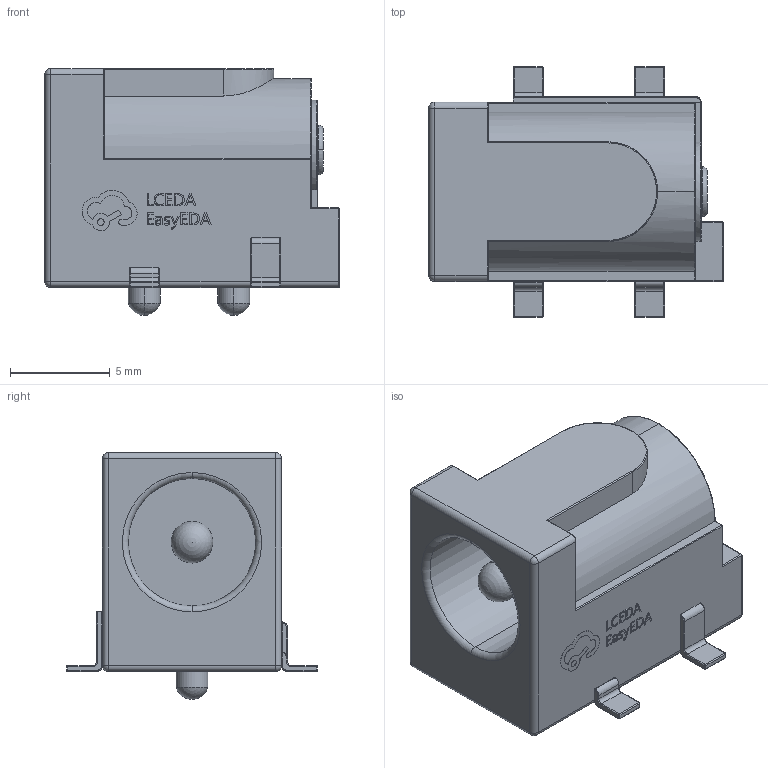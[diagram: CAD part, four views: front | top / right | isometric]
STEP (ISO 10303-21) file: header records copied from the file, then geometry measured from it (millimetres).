
FILE_DESCRIPTION(('CAx-IF Rec.Pracs.---Model Styling and Organization---1.5---2016-08-15','CAx-IF Rec.Pracs.---Geometric and Assembly Validation Properties---4.4---2016-08-17','CAx-IF Rec.Pracs.---User Defined Attributes---1.5---2016-08-15','CAx-IF Rec.Pracs.---External References---2.1---2005-01-19'),'2;1');
FILE_NAME('DC-005-5A-2.5-SMT.stp','2025-06-10T12:30:56',('Unspecified'),('Unspecified'),'CAD Exchanger 3.11.0 (cadexchanger.com)','Unspecified','');
FILE_SCHEMA(('AUTOMOTIVE_DESIGN { 1 0 10303 214 1 1 1 1 }'));
Length unit declared in the file: millimetre
Products named in the file (4): PCBModel; QYep-DC1; DC-IN-TH_DC-005-5A-2.0-SMT; COMPOUND
Assembly tree (3 placements, depth 4):
  PCBModel
    QYep-DC1
      DC-IN-TH_DC-005-5A-2.0-SMT
        COMPOUND
Bounding box: 14.8 x 12.6 x 12.4 mm (x, y, z)
Volume: 948.7 mm3; surface area: 1089.9 mm2
Topology: 5 solids, 5 shells, 522 faces, 1320 edges, 810 vertices
Faces by surface type: plane 226, cylinder 114, bspline 112, torus 38, sphere 32
Entity records: 20233 total; most frequent: CARTESIAN_POINT 4949, ORIENTED_EDGE 2584, DIRECTION 2120, EDGE_CURVE 1292, VERTEX_POINT 810, LINE 782, VECTOR 782, AXIS2_PLACEMENT_3D 669
